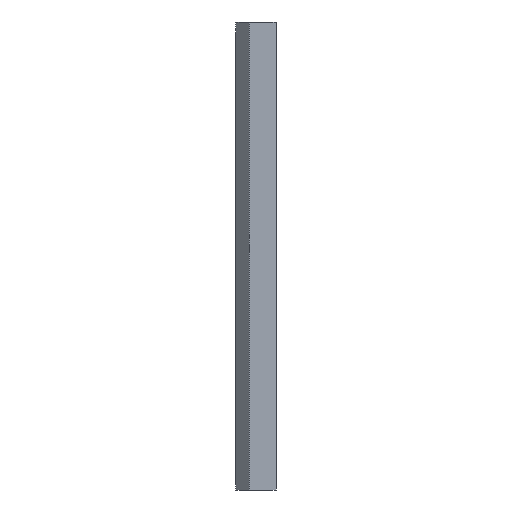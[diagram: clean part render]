
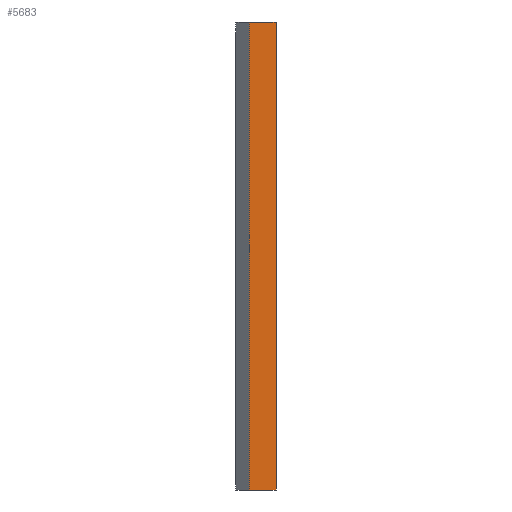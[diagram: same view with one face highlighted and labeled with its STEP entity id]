
A CAD part, front view. The second image highlights one B-rep face of the part: STEP entity #5683.
In plain terms, the highlighted planar face has unit normal (0, -1, 0).
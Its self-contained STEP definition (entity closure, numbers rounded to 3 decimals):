
#378=PLANE('',#6038);
#644=FACE_OUTER_BOUND('',#1016,.T.);
#1016=EDGE_LOOP('',(#5400,#5401,#5402,#5403));
#1244=LINE('',#7993,#1948);
#1716=LINE('',#9026,#2420);
#1719=LINE('',#9031,#2423);
#1721=LINE('',#9034,#2425);
#1948=VECTOR('',#6366,10.);
#2420=VECTOR('',#7438,10.);
#2423=VECTOR('',#7443,10.);
#2425=VECTOR('',#7447,10.);
#2776=VERTEX_POINT('',#7987);
#2778=VERTEX_POINT('',#7991);
#3039=VERTEX_POINT('',#9025);
#3040=VERTEX_POINT('',#9030);
#3309=EDGE_CURVE('',#2776,#2778,#1244,.T.);
#3825=EDGE_CURVE('',#3039,#2776,#1716,.T.);
#3828=EDGE_CURVE('',#3039,#3040,#1719,.T.);
#3830=EDGE_CURVE('',#2778,#3040,#1721,.T.);
#5400=ORIENTED_EDGE('',*,*,#3309,.T.);
#5401=ORIENTED_EDGE('',*,*,#3830,.T.);
#5402=ORIENTED_EDGE('',*,*,#3828,.F.);
#5403=ORIENTED_EDGE('',*,*,#3825,.T.);
#5683=ADVANCED_FACE('',(#644),#378,.T.);
#6038=AXIS2_PLACEMENT_3D('',#9033,#7445,#7446);
#6366=DIRECTION('',(0.,0.,1.));
#7438=DIRECTION('',(1.,0.,0.));
#7443=DIRECTION('',(0.,0.,1.));
#7445=DIRECTION('center_axis',(0.,-1.,0.));
#7446=DIRECTION('ref_axis',(0.,0.,-1.));
#7447=DIRECTION('',(-1.,0.,0.));
#7987=CARTESIAN_POINT('',(-167.,20.1,0.));
#7991=CARTESIAN_POINT('',(-167.,20.1,35.));
#7993=CARTESIAN_POINT('',(-167.,20.1,0.));
#9025=CARTESIAN_POINT('',(-169.,20.1,0.));
#9026=CARTESIAN_POINT('',(-168.75,20.1,0.));
#9030=CARTESIAN_POINT('',(-169.,20.1,35.));
#9031=CARTESIAN_POINT('',(-169.,20.1,0.));
#9033=CARTESIAN_POINT('Origin',(-170.,20.1,0.));
#9034=CARTESIAN_POINT('',(-168.75,20.1,35.));
